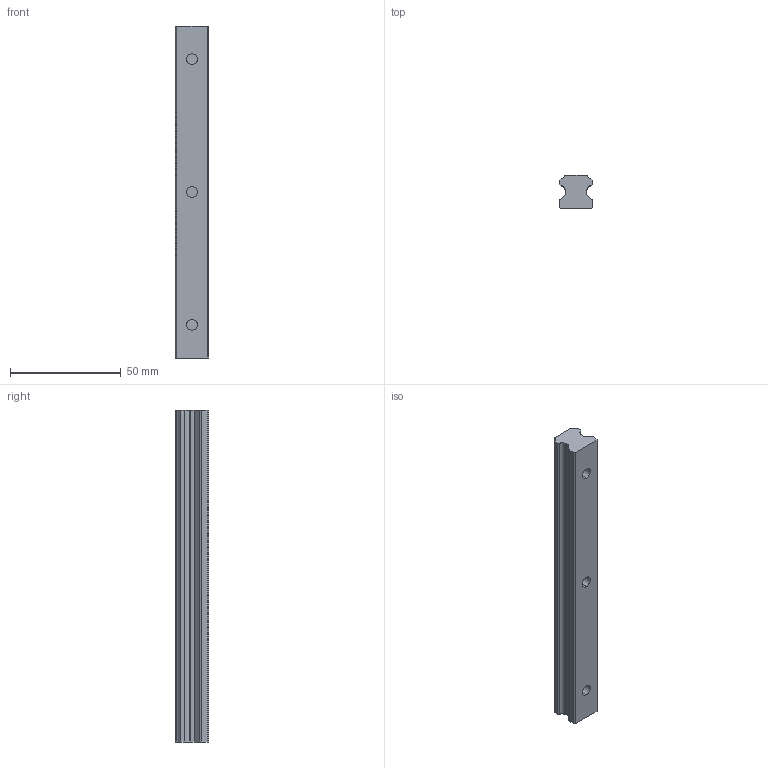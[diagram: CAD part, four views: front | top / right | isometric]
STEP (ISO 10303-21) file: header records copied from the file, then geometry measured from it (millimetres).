
FILE_DESCRIPTION (( 'STEP AP203' ), '1' );
FILE_NAME ('HGR15T.STEP', '2007-01-16T13:46:42', ( 'HIWIN GmbH' ), ( '77654 Offenburg' ), 'SwSTEP 2.0', 'SolidWorks 2006104', '' );
FILE_SCHEMA (( 'CONFIG_CONTROL_DESIGN' ));
Length unit declared in the file: millimetre
Products named in the file (1): HGR15T
Bounding box: 15 x 15 x 150 mm (x, y, z)
Volume: 28142.7 mm3; surface area: 9976.6 mm2
Topology: 1 solids, 1 shells, 45 faces, 120 edges, 80 vertices
Faces by surface type: plane 25, cylinder 20
Entity records: 1491 total; most frequent: DIRECTION 252, CARTESIAN_POINT 246, ORIENTED_EDGE 240, EDGE_CURVE 120, AXIS2_PLACEMENT_3D 86, VERTEX_POINT 80, LINE 80, VECTOR 80
